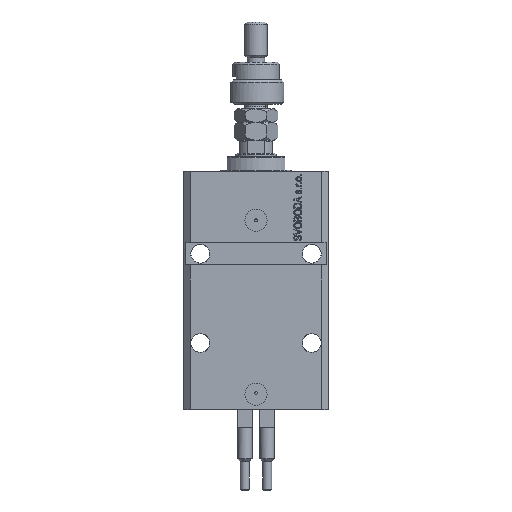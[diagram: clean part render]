
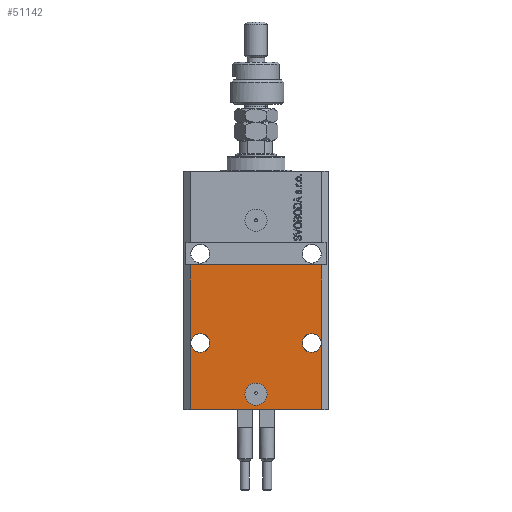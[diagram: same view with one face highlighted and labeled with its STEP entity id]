
A CAD part, front view. The second image highlights one B-rep face of the part: STEP entity #51142.
In plain terms, the highlighted planar face has unit normal (0, -1, 0).
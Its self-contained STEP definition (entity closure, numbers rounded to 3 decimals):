
#798 = CIRCLE ( 'NONE', #34833, 5. ) ;
#879 = AXIS2_PLACEMENT_3D ( 'NONE', #39485, #8070, #39993 ) ;
#1160 = LINE ( 'NONE', #5583, #17497 ) ;
#1460 = VERTEX_POINT ( 'NONE', #38588 ) ;
#2640 = DIRECTION ( 'NONE',  ( 0., -1., 0. ) ) ;
#3080 = CARTESIAN_POINT ( 'NONE',  ( 29.25, -22.5, -77. ) ) ;
#3223 = VERTEX_POINT ( 'NONE', #3080 ) ;
#3278 = CIRCLE ( 'NONE', #43051, 4.25 ) ;
#5373 = EDGE_LOOP ( 'NONE', ( #21035, #16536 ) ) ;
#5441 = ORIENTED_EDGE ( 'NONE', *, *, #47973, .F. ) ;
#5583 = CARTESIAN_POINT ( 'NONE',  ( -32.5, -22.5, -42. ) ) ;
#7412 = CARTESIAN_POINT ( 'NONE',  ( -20.75, -22.5, -77. ) ) ;
#7628 = DIRECTION ( 'NONE',  ( -1., 0., 0. ) ) ;
#7683 = DIRECTION ( 'NONE',  ( -1., 0., 0. ) ) ;
#8070 = DIRECTION ( 'NONE',  ( 0., -1., 0. ) ) ;
#9386 = ORIENTED_EDGE ( 'NONE', *, *, #16568, .T. ) ;
#9439 = ORIENTED_EDGE ( 'NONE', *, *, #25271, .T. ) ;
#9597 = EDGE_CURVE ( 'NONE', #50235, #44708, #26527, .T. ) ;
#9816 = DIRECTION ( 'NONE',  ( 1., 0., 0. ) ) ;
#11007 = DIRECTION ( 'NONE',  ( 0., -1., 0. ) ) ;
#11205 = DIRECTION ( 'NONE',  ( 0., 0., 1. ) ) ;
#11287 = DIRECTION ( 'NONE',  ( 1., 0., 0. ) ) ;
#11623 = EDGE_LOOP ( 'NONE', ( #5441, #41903 ) ) ;
#11960 = FACE_BOUND ( 'NONE', #5373, .T. ) ;
#12442 = CIRCLE ( 'NONE', #23231, 5. ) ;
#12720 = FACE_OUTER_BOUND ( 'NONE', #39091, .T. ) ;
#13128 = DIRECTION ( 'NONE',  ( 0., -1., 0. ) ) ;
#13803 = VERTEX_POINT ( 'NONE', #14991 ) ;
#14328 = CARTESIAN_POINT ( 'NONE',  ( 5., -22.5, -100. ) ) ;
#14991 = CARTESIAN_POINT ( 'NONE',  ( 29.5, -22.5, -107. ) ) ;
#15174 = LINE ( 'NONE', #46826, #43932 ) ;
#15580 = DIRECTION ( 'NONE',  ( 1., 0., 0. ) ) ;
#15613 = ORIENTED_EDGE ( 'NONE', *, *, #27960, .F. ) ;
#16365 = FACE_BOUND ( 'NONE', #11623, .T. ) ;
#16536 = ORIENTED_EDGE ( 'NONE', *, *, #46932, .F. ) ;
#16568 = EDGE_CURVE ( 'NONE', #13803, #33776, #40189, .T. ) ;
#16997 = DIRECTION ( 'NONE',  ( 1., 0., 0. ) ) ;
#17056 = VECTOR ( 'NONE', #11205, 1000. ) ;
#17497 = VECTOR ( 'NONE', #16997, 1000. ) ;
#17950 = CARTESIAN_POINT ( 'NONE',  ( -29.25, -22.5, -77. ) ) ;
#19173 = CARTESIAN_POINT ( 'NONE',  ( 29.5, -22.5, -42. ) ) ;
#19239 = ORIENTED_EDGE ( 'NONE', *, *, #25161, .F. ) ;
#20364 = CARTESIAN_POINT ( 'NONE',  ( -25., -22.5, -77. ) ) ;
#20496 = VERTEX_POINT ( 'NONE', #14328 ) ;
#20702 = CARTESIAN_POINT ( 'NONE',  ( 0., -22.5, -100. ) ) ;
#20972 = DIRECTION ( 'NONE',  ( 0., 0., 1. ) ) ;
#21035 = ORIENTED_EDGE ( 'NONE', *, *, #40317, .F. ) ;
#21098 = AXIS2_PLACEMENT_3D ( 'NONE', #51139, #2640, #15580 ) ;
#22148 = VECTOR ( 'NONE', #20972, 1000. ) ;
#22298 = CIRCLE ( 'NONE', #28089, 4.25 ) ;
#22331 = EDGE_CURVE ( 'NONE', #27096, #20496, #12442, .T. ) ;
#22767 = CIRCLE ( 'NONE', #21098, 4.25 ) ;
#23231 = AXIS2_PLACEMENT_3D ( 'NONE', #20702, #44845, #9816 ) ;
#23380 = CARTESIAN_POINT ( 'NONE',  ( -29.5, -22.5, -107. ) ) ;
#23386 = PLANE ( 'NONE',  #879 ) ;
#25161 = EDGE_CURVE ( 'NONE', #20496, #27096, #798, .T. ) ;
#25271 = EDGE_CURVE ( 'NONE', #50235, #13803, #15174, .T. ) ;
#26527 = LINE ( 'NONE', #23380, #17056 ) ;
#26817 = VERTEX_POINT ( 'NONE', #7412 ) ;
#27096 = VERTEX_POINT ( 'NONE', #28340 ) ;
#27411 = DIRECTION ( 'NONE',  ( 0., -1., 0. ) ) ;
#27951 = DIRECTION ( 'NONE',  ( 0., -1., 0. ) ) ;
#27960 = EDGE_CURVE ( 'NONE', #44708, #33776, #1160, .T. ) ;
#28089 = AXIS2_PLACEMENT_3D ( 'NONE', #37992, #11007, #7628 ) ;
#28340 = CARTESIAN_POINT ( 'NONE',  ( -5., -22.5, -100. ) ) ;
#28563 = FACE_BOUND ( 'NONE', #39083, .T. ) ;
#30210 = ORIENTED_EDGE ( 'NONE', *, *, #9597, .F. ) ;
#31718 = EDGE_CURVE ( 'NONE', #1460, #3223, #22767, .T. ) ;
#32505 = VERTEX_POINT ( 'NONE', #17950 ) ;
#32944 = CIRCLE ( 'NONE', #38744, 4.25 ) ;
#33002 = CARTESIAN_POINT ( 'NONE',  ( -29.5, -22.5, -42. ) ) ;
#33776 = VERTEX_POINT ( 'NONE', #19173 ) ;
#34833 = AXIS2_PLACEMENT_3D ( 'NONE', #48679, #13128, #49440 ) ;
#37696 = ORIENTED_EDGE ( 'NONE', *, *, #22331, .F. ) ;
#37992 = CARTESIAN_POINT ( 'NONE',  ( -25., -22.5, -77. ) ) ;
#38588 = CARTESIAN_POINT ( 'NONE',  ( 20.75, -22.5, -77. ) ) ;
#38744 = AXIS2_PLACEMENT_3D ( 'NONE', #20364, #27411, #7683 ) ;
#39083 = EDGE_LOOP ( 'NONE', ( #19239, #37696 ) ) ;
#39091 = EDGE_LOOP ( 'NONE', ( #15613, #30210, #9439, #9386 ) ) ;
#39485 = CARTESIAN_POINT ( 'NONE',  ( -29.5, -22.5, -107. ) ) ;
#39677 = CARTESIAN_POINT ( 'NONE',  ( 29.5, -22.5, -107. ) ) ;
#39993 = DIRECTION ( 'NONE',  ( 1., 0., 0. ) ) ;
#40189 = LINE ( 'NONE', #39677, #22148 ) ;
#40317 = EDGE_CURVE ( 'NONE', #26817, #32505, #32944, .T. ) ;
#41903 = ORIENTED_EDGE ( 'NONE', *, *, #31718, .F. ) ;
#43051 = AXIS2_PLACEMENT_3D ( 'NONE', #47662, #27951, #43771 ) ;
#43771 = DIRECTION ( 'NONE',  ( 1., 0., 0. ) ) ;
#43932 = VECTOR ( 'NONE', #11287, 1000. ) ;
#44708 = VERTEX_POINT ( 'NONE', #33002 ) ;
#44845 = DIRECTION ( 'NONE',  ( 0., -1., 0. ) ) ;
#46826 = CARTESIAN_POINT ( 'NONE',  ( -29.5, -22.5, -107. ) ) ;
#46932 = EDGE_CURVE ( 'NONE', #32505, #26817, #22298, .T. ) ;
#47241 = CARTESIAN_POINT ( 'NONE',  ( -29.5, -22.5, -107. ) ) ;
#47662 = CARTESIAN_POINT ( 'NONE',  ( 25., -22.5, -77. ) ) ;
#47973 = EDGE_CURVE ( 'NONE', #3223, #1460, #3278, .T. ) ;
#48679 = CARTESIAN_POINT ( 'NONE',  ( 0., -22.5, -100. ) ) ;
#49440 = DIRECTION ( 'NONE',  ( 1., 0., 0. ) ) ;
#50235 = VERTEX_POINT ( 'NONE', #47241 ) ;
#51139 = CARTESIAN_POINT ( 'NONE',  ( 25., -22.5, -77. ) ) ;
#51142 = ADVANCED_FACE ( 'NONE', ( #28563, #16365, #11960, #12720 ), #23386, .T. ) ;
